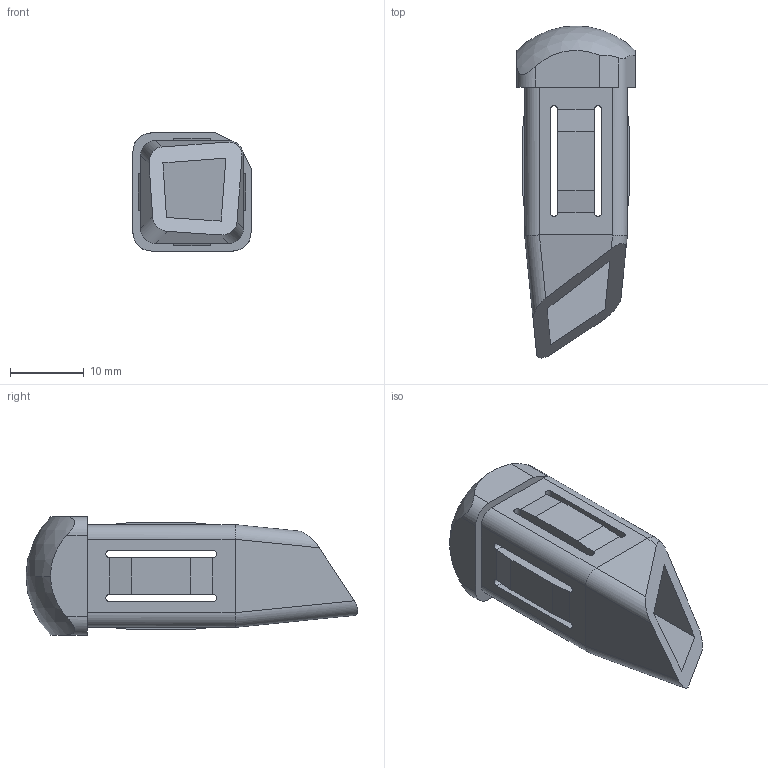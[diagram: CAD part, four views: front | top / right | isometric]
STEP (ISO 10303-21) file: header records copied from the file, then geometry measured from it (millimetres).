
FILE_DESCRIPTION (( 'STEP AP214' ), '1' );
FILE_NAME ('Endkappe_Fuß_01.STEP', '2025-06-04T17:36:14', ( '' ), ( '' ), 'SwSTEP 2.0', 'SolidWorks 2025', '' );
FILE_SCHEMA (( 'AUTOMOTIVE_DESIGN' ));
Length unit declared in the file: millimetre
Products named in the file (1): Endkappe_Fuß_01
Bounding box: 16 x 44.96 x 16 mm (x, y, z)
Volume: 4198.1 mm3; surface area: 3643.1 mm2
Topology: 1 solids, 1 shells, 82 faces, 230 edges, 147 vertices
Faces by surface type: plane 53, cylinder 27, sphere 2
Entity records: 2719 total; most frequent: CARTESIAN_POINT 568, ORIENTED_EDGE 460, DIRECTION 426, EDGE_CURVE 230, LINE 160, VECTOR 160, VERTEX_POINT 147, AXIS2_PLACEMENT_3D 133
